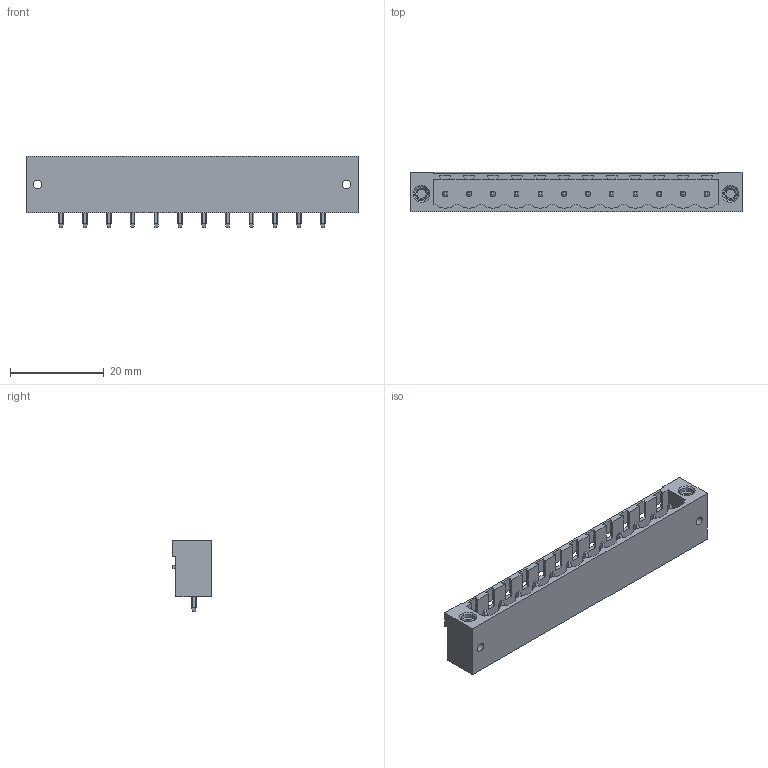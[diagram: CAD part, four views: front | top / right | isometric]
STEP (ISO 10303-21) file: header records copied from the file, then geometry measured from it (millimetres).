
FILE_DESCRIPTION(('CATIA V5 STEP Exchange','CAx-IF Rec.Pracs.--- Model Styling and Organization---1.2---2011-12-15'),'2;1');
FILE_NAME ('D1449175_0', '2018-10-27T03:53:15+00:00', ('none'), ('Weidmueller'), 'CATIA Version 5-6 Release 2014', 'CATIA V5 STEP AP214', 'none');
FILE_SCHEMA(('AUTOMOTIVE_DESIGN { 1 0 10303 214 1 1 1 1 }'));
Length unit declared in the file: millimetre
Products named in the file (1): 1148790000
Bounding box: 70.96 x 8.43 x 15.2 mm (x, y, z)
Volume: 3369.2 mm3; surface area: 5638.4 mm2
Topology: 15 solids, 15 shells, 545 faces, 1598 edges, 1063 vertices
Faces by surface type: plane 399, cylinder 130, cone 16
Entity records: 16790 total; most frequent: CARTESIAN_POINT 3650, ORIENTED_EDGE 3196, DIRECTION 1942, EDGE_CURVE 1598, VECTOR 1130, LINE 1130, VERTEX_POINT 1063, EDGE_LOOP 589
